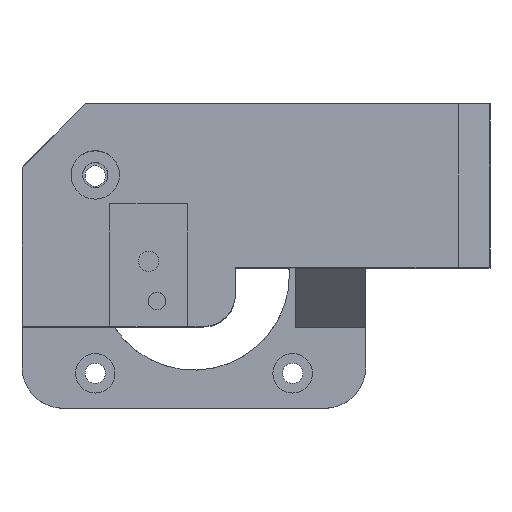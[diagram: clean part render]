
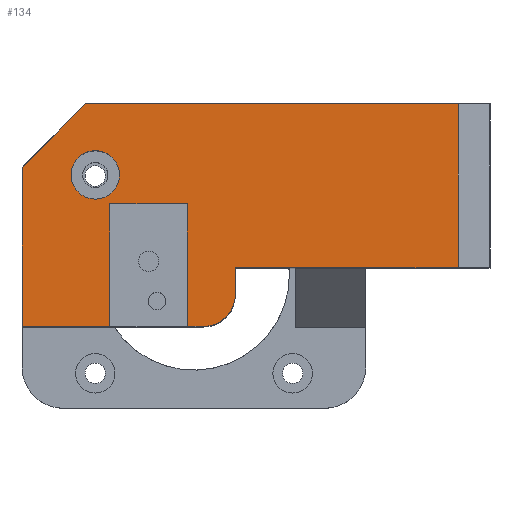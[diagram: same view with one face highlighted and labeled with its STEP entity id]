
A CAD part, top view. The second image highlights one B-rep face of the part: STEP entity #134.
In plain terms, the highlighted planar face has unit normal (0, 0, 1).
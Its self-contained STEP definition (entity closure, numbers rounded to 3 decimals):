
#32 = VERTEX_POINT('',#33);
#33 = CARTESIAN_POINT('',(78.631,995.528,47.945));
#39 = EDGE_CURVE('',#32,#40,#42,.T.);
#40 = VERTEX_POINT('',#41);
#41 = CARTESIAN_POINT('',(66.421,995.528,47.945));
#42 = LINE('',#43,#44);
#43 = CARTESIAN_POINT('',(66.651,995.528,47.945));
#44 = VECTOR('',#45,1.);
#45 = DIRECTION('',(-1.,0.,0.));
#116 = EDGE_CURVE('',#40,#117,#119,.T.);
#117 = VERTEX_POINT('',#118);
#118 = CARTESIAN_POINT('',(66.421,976.278,47.945));
#119 = LINE('',#120,#121);
#120 = CARTESIAN_POINT('',(66.421,991.676,47.945));
#121 = VECTOR('',#122,1.);
#122 = DIRECTION('',(0.,-1.,0.));
#134 = ADVANCED_FACE('',(#135,#218),#229,.T.);
#135 = FACE_BOUND('',#136,.T.);
#136 = EDGE_LOOP('',(#137,#147,#155,#163,#169,#170,#171,#179,#187,#196,
    #204,#212));
#137 = ORIENTED_EDGE('',*,*,#138,.F.);
#138 = EDGE_CURVE('',#139,#141,#143,.T.);
#139 = VERTEX_POINT('',#140);
#140 = CARTESIAN_POINT('',(62.691,1011.278,47.945));
#141 = VERTEX_POINT('',#142);
#142 = CARTESIAN_POINT('',(121.141,1011.278,47.945));
#143 = LINE('',#144,#145);
#144 = CARTESIAN_POINT('',(98.156,1011.278,47.945));
#145 = VECTOR('',#146,1.);
#146 = DIRECTION('',(1.,0.,0.));
#147 = ORIENTED_EDGE('',*,*,#148,.T.);
#148 = EDGE_CURVE('',#139,#149,#151,.T.);
#149 = VERTEX_POINT('',#150);
#150 = CARTESIAN_POINT('',(52.641,1001.228,47.945));
#151 = LINE('',#152,#153);
#152 = CARTESIAN_POINT('',(64.7,1013.288,47.945));
#153 = VECTOR('',#154,1.);
#154 = DIRECTION('',(-0.707,-0.707,0.));
#155 = ORIENTED_EDGE('',*,*,#156,.T.);
#156 = EDGE_CURVE('',#149,#157,#159,.T.);
#157 = VERTEX_POINT('',#158);
#158 = CARTESIAN_POINT('',(52.641,976.278,47.945));
#159 = LINE('',#160,#161);
#160 = CARTESIAN_POINT('',(52.641,981.328,47.945));
#161 = VECTOR('',#162,1.);
#162 = DIRECTION('',(0.,-1.,0.));
#163 = ORIENTED_EDGE('',*,*,#164,.T.);
#164 = EDGE_CURVE('',#157,#117,#165,.T.);
#165 = LINE('',#166,#167);
#166 = CARTESIAN_POINT('',(66.426,976.278,47.945));
#167 = VECTOR('',#168,1.);
#168 = DIRECTION('',(1.,0.,0.));
#169 = ORIENTED_EDGE('',*,*,#116,.F.);
#170 = ORIENTED_EDGE('',*,*,#39,.F.);
#171 = ORIENTED_EDGE('',*,*,#172,.F.);
#172 = EDGE_CURVE('',#173,#32,#175,.T.);
#173 = VERTEX_POINT('',#174);
#174 = CARTESIAN_POINT('',(78.631,976.278,47.945));
#175 = LINE('',#176,#177);
#176 = CARTESIAN_POINT('',(78.631,985.528,47.945));
#177 = VECTOR('',#178,1.);
#178 = DIRECTION('',(0.,1.,0.));
#179 = ORIENTED_EDGE('',*,*,#180,.F.);
#180 = EDGE_CURVE('',#181,#173,#183,.T.);
#181 = VERTEX_POINT('',#182);
#182 = CARTESIAN_POINT('',(81.141,976.278,47.945));
#183 = LINE('',#184,#185);
#184 = CARTESIAN_POINT('',(78.841,976.278,47.945));
#185 = VECTOR('',#186,1.);
#186 = DIRECTION('',(-1.,0.,0.));
#187 = ORIENTED_EDGE('',*,*,#188,.T.);
#188 = EDGE_CURVE('',#181,#189,#191,.T.);
#189 = VERTEX_POINT('',#190);
#190 = CARTESIAN_POINT('',(86.141,981.278,47.945));
#191 = CIRCLE('',#192,5.);
#192 = AXIS2_PLACEMENT_3D('',#193,#194,#195);
#193 = CARTESIAN_POINT('',(81.141,981.278,47.945));
#194 = DIRECTION('',(0.,0.,1.));
#195 = DIRECTION('',(1.,0.,0.));
#196 = ORIENTED_EDGE('',*,*,#197,.T.);
#197 = EDGE_CURVE('',#189,#198,#200,.T.);
#198 = VERTEX_POINT('',#199);
#199 = CARTESIAN_POINT('',(86.141,985.528,47.945));
#200 = LINE('',#201,#202);
#201 = CARTESIAN_POINT('',(86.141,976.278,47.945));
#202 = VECTOR('',#203,1.);
#203 = DIRECTION('',(0.,1.,0.));
#204 = ORIENTED_EDGE('',*,*,#205,.F.);
#205 = EDGE_CURVE('',#206,#198,#208,.T.);
#206 = VERTEX_POINT('',#207);
#207 = CARTESIAN_POINT('',(121.141,985.528,47.945));
#208 = LINE('',#209,#210);
#209 = CARTESIAN_POINT('',(90.997,985.528,47.945));
#210 = VECTOR('',#211,1.);
#211 = DIRECTION('',(-1.,0.,0.));
#212 = ORIENTED_EDGE('',*,*,#213,.T.);
#213 = EDGE_CURVE('',#206,#141,#214,.T.);
#214 = LINE('',#215,#216);
#215 = CARTESIAN_POINT('',(121.141,985.528,47.945));
#216 = VECTOR('',#217,1.);
#217 = DIRECTION('',(0.,1.,0.));
#218 = FACE_BOUND('',#219,.T.);
#219 = EDGE_LOOP('',(#220));
#220 = ORIENTED_EDGE('',*,*,#221,.F.);
#221 = EDGE_CURVE('',#222,#222,#224,.T.);
#222 = VERTEX_POINT('',#223);
#223 = CARTESIAN_POINT('',(67.941,1000.078,47.945));
#224 = CIRCLE('',#225,3.8);
#225 = AXIS2_PLACEMENT_3D('',#226,#227,#228);
#226 = CARTESIAN_POINT('',(64.141,1000.078,47.945));
#227 = DIRECTION('',(0.,0.,1.));
#228 = DIRECTION('',(1.,0.,0.));
#229 = PLANE('',#230);
#230 = AXIS2_PLACEMENT_3D('',#231,#232,#233);
#231 = CARTESIAN_POINT('',(84.132,994.507,47.945));
#232 = DIRECTION('',(0.,0.,1.));
#233 = DIRECTION('',(0.,1.,0.));
